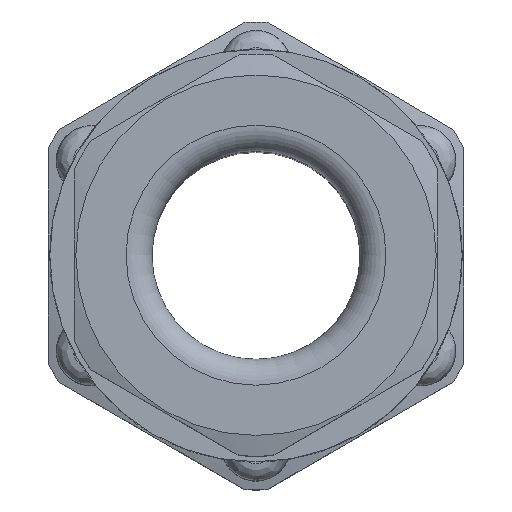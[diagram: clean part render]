
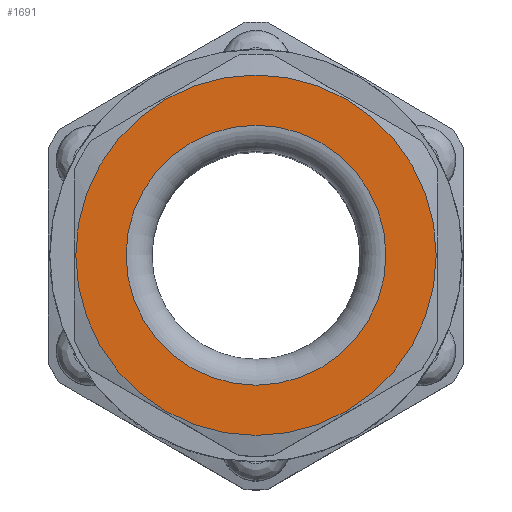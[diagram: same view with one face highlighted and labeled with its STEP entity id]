
A CAD part, top view. The second image highlights one B-rep face of the part: STEP entity #1691.
In plain terms, the highlighted planar face has unit normal (0, 0, 1).
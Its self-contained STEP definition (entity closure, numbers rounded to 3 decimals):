
#104=CIRCLE('',#1834,7.5);
#105=CIRCLE('',#1836,10.4);
#155=FACE_BOUND('',#355,.T.);
#247=FACE_OUTER_BOUND('',#354,.T.);
#354=EDGE_LOOP('',(#1538));
#355=EDGE_LOOP('',(#1539));
#818=VERTEX_POINT('',#3113);
#819=VERTEX_POINT('',#3116);
#1058=EDGE_CURVE('',#818,#818,#104,.T.);
#1059=EDGE_CURVE('',#819,#819,#105,.T.);
#1538=ORIENTED_EDGE('',*,*,#1059,.F.);
#1539=ORIENTED_EDGE('',*,*,#1058,.T.);
#1599=PLANE('',#1837);
#1691=ADVANCED_FACE('',(#247,#155),#1599,.F.);
#1834=AXIS2_PLACEMENT_3D('',#3114,#2270,#2271);
#1836=AXIS2_PLACEMENT_3D('',#3117,#2274,#2275);
#1837=AXIS2_PLACEMENT_3D('',#3118,#2276,#2277);
#2270=DIRECTION('center_axis',(0.,0.,-1.));
#2271=DIRECTION('ref_axis',(0.,1.,0.));
#2274=DIRECTION('center_axis',(0.,0.,-1.));
#2275=DIRECTION('ref_axis',(0.,1.,0.));
#2276=DIRECTION('center_axis',(0.,0.,-1.));
#2277=DIRECTION('ref_axis',(0.,1.,0.));
#3113=CARTESIAN_POINT('',(0.,7.5,38.));
#3114=CARTESIAN_POINT('Origin',(0.,0.,38.));
#3116=CARTESIAN_POINT('',(0.,10.4,38.));
#3117=CARTESIAN_POINT('Origin',(0.,0.,38.));
#3118=CARTESIAN_POINT('Origin',(0.,-10.4,38.));
